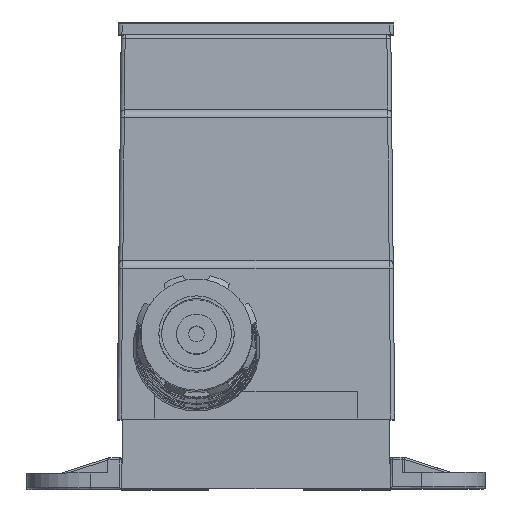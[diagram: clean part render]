
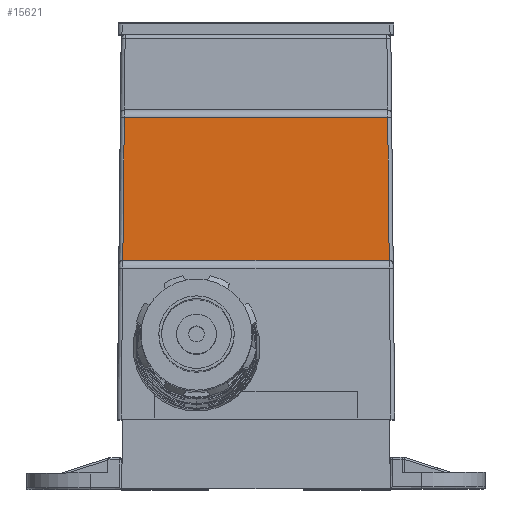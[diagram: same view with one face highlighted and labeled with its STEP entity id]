
A CAD part, top view. The second image highlights one B-rep face of the part: STEP entity #15621.
In plain terms, the highlighted face is planar.
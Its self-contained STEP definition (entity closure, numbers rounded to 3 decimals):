
#381 = DIRECTION ( 'NONE',  ( 0.013, 1., 0. ) ) ;
#434 = EDGE_CURVE ( 'NONE', #23568, #16284, #22339, .T. ) ;
#582 = ORIENTED_EDGE ( 'NONE', *, *, #11960, .T. ) ;
#1641 = ORIENTED_EDGE ( 'NONE', *, *, #31755, .T. ) ;
#1806 = AXIS2_PLACEMENT_3D ( 'NONE', #15385, #3542, #381 ) ;
#1922 = ORIENTED_EDGE ( 'NONE', *, *, #434, .T. ) ;
#3410 = VECTOR ( 'NONE', #17095, 1000. ) ;
#3495 = EDGE_LOOP ( 'NONE', ( #26425, #1641, #1922, #582 ) ) ;
#3542 = DIRECTION ( 'NONE',  ( 1., -0.013, 0. ) ) ;
#3706 = VECTOR ( 'NONE', #31420, 1000. ) ;
#7353 = VERTEX_POINT ( 'NONE', #37277 ) ;
#8443 = CARTESIAN_POINT ( 'NONE',  ( -30., 20., -17.5 ) ) ;
#8539 = CARTESIAN_POINT ( 'NONE',  ( -30.252, 0.751, 16.992 ) ) ;
#10452 = CARTESIAN_POINT ( 'NONE',  ( -30.257, 0.391, -16.996 ) ) ;
#11960 = EDGE_CURVE ( 'NONE', #16284, #28154, #17159, .T. ) ;
#14065 = DIRECTION ( 'NONE',  ( 0.013, 1., -0.01 ) ) ;
#14282 = CARTESIAN_POINT ( 'NONE',  ( -30., 20., -16.794 ) ) ;
#15385 = CARTESIAN_POINT ( 'NONE',  ( -30.257, 0.396, -17.5 ) ) ;
#15621 = ADVANCED_FACE ( 'NONE', ( #33954 ), #33756, .F. ) ;
#16284 = VERTEX_POINT ( 'NONE', #14282 ) ;
#17095 = DIRECTION ( 'NONE',  ( 0., 0., -1. ) ) ;
#17159 = LINE ( 'NONE', #8443, #27419 ) ;
#22339 = LINE ( 'NONE', #10452, #3706 ) ;
#23568 = VERTEX_POINT ( 'NONE', #37879 ) ;
#23996 = CARTESIAN_POINT ( 'NONE',  ( -29.764, 38.013, -17.5 ) ) ;
#26425 = ORIENTED_EDGE ( 'NONE', *, *, #36700, .T. ) ;
#27419 = VECTOR ( 'NONE', #38295, 1000. ) ;
#28154 = VERTEX_POINT ( 'NONE', #30991 ) ;
#28913 = VECTOR ( 'NONE', #14065, 1000. ) ;
#30991 = CARTESIAN_POINT ( 'NONE',  ( -30., 20., 16.794 ) ) ;
#31420 = DIRECTION ( 'NONE',  ( -0.013, -1., -0.01 ) ) ;
#31755 = EDGE_CURVE ( 'NONE', #7353, #23568, #32666, .T. ) ;
#32666 = LINE ( 'NONE', #23996, #3410 ) ;
#33756 = PLANE ( 'NONE',  #1806 ) ;
#33954 = FACE_OUTER_BOUND ( 'NONE', #3495, .T. ) ;
#36700 = EDGE_CURVE ( 'NONE', #28154, #7353, #38585, .T. ) ;
#37277 = CARTESIAN_POINT ( 'NONE',  ( -29.764, 38.013, 16.609 ) ) ;
#37879 = CARTESIAN_POINT ( 'NONE',  ( -29.764, 38.013, -16.609 ) ) ;
#38295 = DIRECTION ( 'NONE',  ( 0., 0., 1. ) ) ;
#38585 = LINE ( 'NONE', #8539, #28913 ) ;
